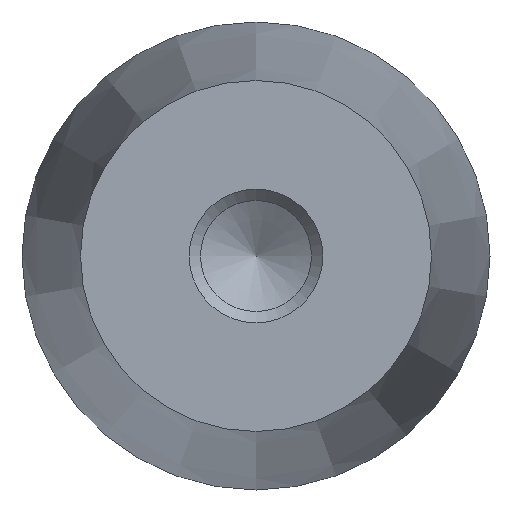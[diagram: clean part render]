
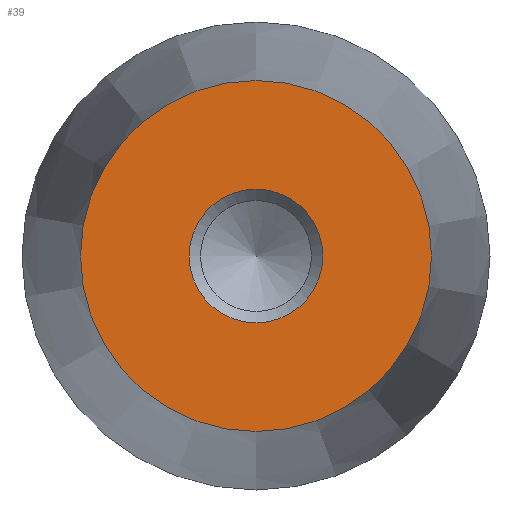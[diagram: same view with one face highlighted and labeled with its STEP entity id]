
A CAD part, front view. The second image highlights one B-rep face of the part: STEP entity #39.
In plain terms, the highlighted planar face has unit normal (0, -1, 0).
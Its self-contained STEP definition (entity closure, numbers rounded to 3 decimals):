
#39 = ADVANCED_FACE( '', ( #78, #79 ), #80, .F. );
#78 = FACE_BOUND( '', #113, .T. );
#79 = FACE_OUTER_BOUND( '', #114, .T. );
#80 = PLANE( '', #115 );
#113 = EDGE_LOOP( '', ( #150 ) );
#114 = EDGE_LOOP( '', ( #151 ) );
#115 = AXIS2_PLACEMENT_3D( '', #152, #153, #154 );
#150 = ORIENTED_EDGE( '', *, *, #178, .F. );
#151 = ORIENTED_EDGE( '', *, *, #179, .T. );
#152 = CARTESIAN_POINT( '', ( 10.5, 0., 0. ) );
#153 = DIRECTION( '', ( 0., 1., 0. ) );
#154 = DIRECTION( '', ( 0., 0., 1. ) );
#178 = EDGE_CURVE( '', #195, #195, #196, .T. );
#179 = EDGE_CURVE( '', #197, #197, #198, .T. );
#195 = VERTEX_POINT( '', #214 );
#196 = CIRCLE( '', #215, 4. );
#197 = VERTEX_POINT( '', #216 );
#198 = CIRCLE( '', #217, 10.5 );
#214 = CARTESIAN_POINT( '', ( 4., 0., 0. ) );
#215 = AXIS2_PLACEMENT_3D( '', #232, #233, #234 );
#216 = CARTESIAN_POINT( '', ( 0., 0., -10.5 ) );
#217 = AXIS2_PLACEMENT_3D( '', #235, #236, #237 );
#232 = CARTESIAN_POINT( '', ( 0., 0., 0. ) );
#233 = DIRECTION( '', ( 0., -1., 0. ) );
#234 = DIRECTION( '', ( 1., 0., 0. ) );
#235 = CARTESIAN_POINT( '', ( 0., 0., 0. ) );
#236 = DIRECTION( '', ( 0., -1., 0. ) );
#237 = DIRECTION( '', ( 0., 0., -1. ) );
